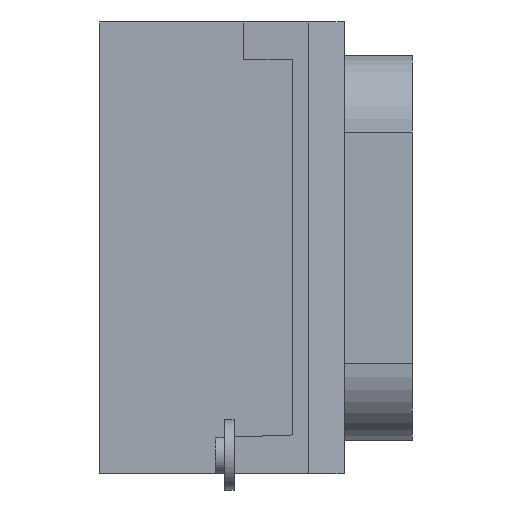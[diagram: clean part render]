
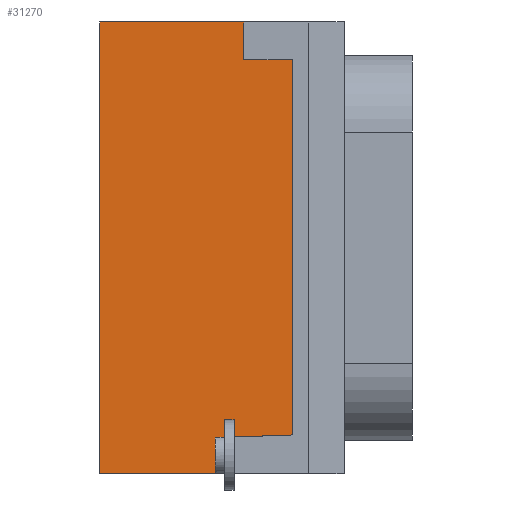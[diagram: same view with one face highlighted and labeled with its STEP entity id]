
A CAD part, left-side view. The second image highlights one B-rep face of the part: STEP entity #31270.
In plain terms, the highlighted face is planar.
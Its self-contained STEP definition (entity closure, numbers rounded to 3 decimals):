
#4640=CARTESIAN_POINT('',(-213.235,231.789,
0.7));
#4650=VERTEX_POINT('',#4640);
#4680=CARTESIAN_POINT('',(-213.235,231.789,6.616));
#4690=DIRECTION('',(0.,0.,-1.));
#4700=VECTOR('',#4690,1.);
#4710=LINE('',#4680,#4700);
#4720=CARTESIAN_POINT('',(-213.235,231.789,-6.895))
;
#4730=VERTEX_POINT('',#4720);
#4740=EDGE_CURVE('',#4650,#4730,#4710,.T.);
#11380=CARTESIAN_POINT('',(-215.235,231.789,
3.5));
#11390=VERTEX_POINT('',#11380);
#11420=CARTESIAN_POINT('',(-215.235,231.789,6.616))
;
#11430=DIRECTION('',(0.,0.,1.));
#11440=VECTOR('',#11430,1.);
#11450=LINE('',#11420,#11440);
#11460=CARTESIAN_POINT('',(-215.235,231.789,
0.7));
#11470=VERTEX_POINT('',#11460);
#11480=EDGE_CURVE('',#11470,#11390,#11450,.T.);
#17270=CARTESIAN_POINT('',(-225.561,231.789,
-0.3));
#17280=DIRECTION('',(1.,0.,0.));
#17290=VECTOR('',#17280,1.);
#17300=LINE('',#17270,#17290);
#17310=CARTESIAN_POINT('',(-237.061,231.789,
-0.3));
#17320=VERTEX_POINT('',#17310);
#17330=CARTESIAN_POINT('',(-235.131,231.789,
-0.3));
#17340=VERTEX_POINT('',#17330);
#17350=EDGE_CURVE('',#17320,#17340,#17300,.T.);
#26860=CARTESIAN_POINT('',(-225.561,231.789,
0.7));
#26870=DIRECTION('',(-1.,0.,0.));
#26880=VECTOR('',#26870,1.);
#26890=LINE('',#26860,#26880);
#26900=EDGE_CURVE('',#4650,#11470,#26890,.T.);
#27190=CARTESIAN_POINT('',(-225.561,231.789,-6.895));
#27200=DIRECTION('',(1.,0.,0.));
#27210=VECTOR('',#27200,1.);
#27220=LINE('',#27190,#27210);
#27230=CARTESIAN_POINT('',(-237.061,231.789,-6.895)
);
#27240=VERTEX_POINT('',#27230);
#27250=EDGE_CURVE('',#27240,#4730,#27220,.T.);
#29960=CARTESIAN_POINT('',(-225.561,231.789,3.5
));
#29970=DIRECTION('',(1.,0.,0.));
#29980=VECTOR('',#29970,1.);
#29990=LINE('',#29960,#29980);
#30000=CARTESIAN_POINT('',(-234.998,231.789,
3.5));
#30010=VERTEX_POINT('',#30000);
#30020=EDGE_CURVE('',#30010,#11390,#29990,.T.);
#30590=CARTESIAN_POINT('',(-237.061,231.789,6.616))
;
#30600=DIRECTION('',(0.,0.,1.));
#30610=VECTOR('',#30600,1.);
#30620=LINE('',#30590,#30610);
#30630=EDGE_CURVE('',#27240,#17320,#30620,.T.);
#31070=CARTESIAN_POINT('',(-213.427,231.789,-6.9));
#31080=DIRECTION('',(0.,1.,-0.));
#31090=DIRECTION('',(-1.,0.,0.));
#31100=AXIS2_PLACEMENT_3D('',#31070,#31080,#31090);
#31110=PLANE('',#31100);
#31120=ORIENTED_EDGE('',*,*,#26900,.F.);
#31130=ORIENTED_EDGE('',*,*,#11480,.F.);
#31140=ORIENTED_EDGE('',*,*,#30020,.T.);
#31150=CARTESIAN_POINT('',(-234.889,231.789,6.616))
;
#31160=DIRECTION('',(-0.035,0.,-0.999));
#31170=VECTOR('',#31160,1.);
#31180=LINE('',#31150,#31170);
#31190=EDGE_CURVE('',#30010,#17340,#31180,.T.);
#31200=ORIENTED_EDGE('',*,*,#31190,.F.);
#31210=ORIENTED_EDGE('',*,*,#17350,.T.);
#31220=ORIENTED_EDGE('',*,*,#30630,.T.);
#31230=ORIENTED_EDGE('',*,*,#27250,.F.);
#31240=ORIENTED_EDGE('',*,*,#4740,.T.);
#31250=EDGE_LOOP('',(#31240,#31230,#31220,#31210,#31200,#31140,#31130,
#31120));
#31260=FACE_OUTER_BOUND('',#31250,.T.);
#31270=ADVANCED_FACE('',(#31260),#31110,.T.);
